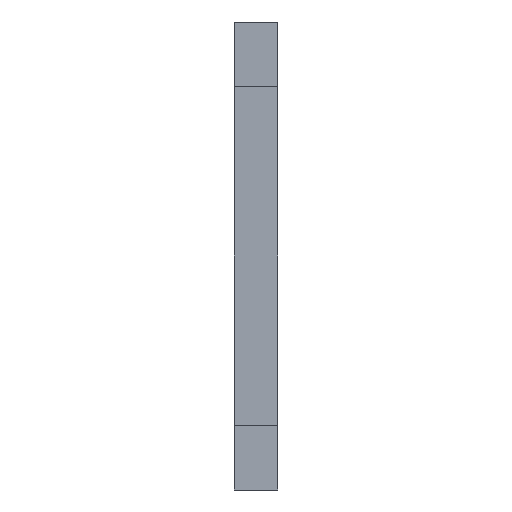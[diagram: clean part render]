
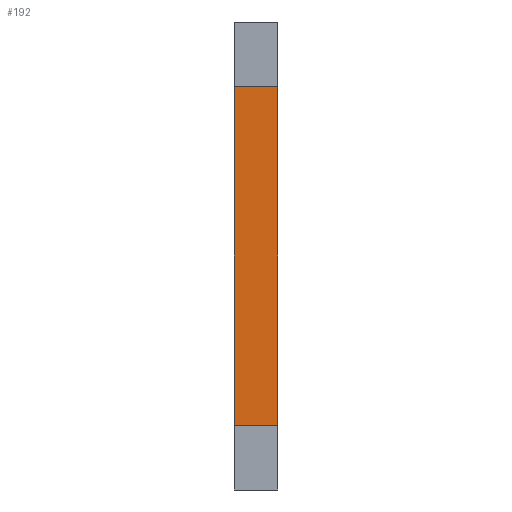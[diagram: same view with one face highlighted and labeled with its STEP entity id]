
A CAD part, front view. The second image highlights one B-rep face of the part: STEP entity #192.
In plain terms, the highlighted planar face has unit normal (0, -1, 0).
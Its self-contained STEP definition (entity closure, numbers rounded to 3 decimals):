
#24 = VECTOR ( 'NONE', #148, 1000. ) ;
#32 = EDGE_CURVE ( 'NONE', #1167, #1261, #575, .T. ) ;
#72 = EDGE_CURVE ( 'NONE', #431, #486, #124, .T. ) ;
#108 = CARTESIAN_POINT ( 'NONE',  ( 10., -73.58, 32.5 ) ) ;
#122 = VECTOR ( 'NONE', #675, 1000. ) ;
#124 = LINE ( 'NONE', #397, #733 ) ;
#135 = CARTESIAN_POINT ( 'NONE',  ( 10., -73.58, 32.5 ) ) ;
#148 = DIRECTION ( 'NONE',  ( 0., 0., -1. ) ) ;
#192 = ADVANCED_FACE ( 'NONE', ( #1051 ), #1084, .F. ) ;
#196 = DIRECTION ( 'NONE',  ( 0., 0., 1. ) ) ;
#250 = CARTESIAN_POINT ( 'NONE',  ( 0., -73.58, -46.13 ) ) ;
#317 = LINE ( 'NONE', #348, #24 ) ;
#348 = CARTESIAN_POINT ( 'NONE',  ( 0., -73.58, 32.5 ) ) ;
#376 = CARTESIAN_POINT ( 'NONE',  ( 0., -73.58, 32.5 ) ) ;
#378 = ORIENTED_EDGE ( 'NONE', *, *, #1233, .F. ) ;
#397 = CARTESIAN_POINT ( 'NONE',  ( 10., -73.58, -46.13 ) ) ;
#409 = LINE ( 'NONE', #135, #122 ) ;
#431 = VERTEX_POINT ( 'NONE', #1337 ) ;
#486 = VERTEX_POINT ( 'NONE', #250 ) ;
#495 = ORIENTED_EDGE ( 'NONE', *, *, #1133, .T. ) ;
#575 = LINE ( 'NONE', #108, #842 ) ;
#675 = DIRECTION ( 'NONE',  ( 0., 0., -1. ) ) ;
#677 = ORIENTED_EDGE ( 'NONE', *, *, #32, .T. ) ;
#733 = VECTOR ( 'NONE', #1059, 1000. ) ;
#842 = VECTOR ( 'NONE', #1389, 1000. ) ;
#906 = AXIS2_PLACEMENT_3D ( 'NONE', #1075, #965, #196 ) ;
#963 = ORIENTED_EDGE ( 'NONE', *, *, #72, .F. ) ;
#965 = DIRECTION ( 'NONE',  ( 0., 1., 0. ) ) ;
#1051 = FACE_OUTER_BOUND ( 'NONE', #1062, .T. ) ;
#1059 = DIRECTION ( 'NONE',  ( -1., 0., 0. ) ) ;
#1062 = EDGE_LOOP ( 'NONE', ( #495, #963, #378, #677 ) ) ;
#1075 = CARTESIAN_POINT ( 'NONE',  ( 10., -73.58, 32.5 ) ) ;
#1084 = PLANE ( 'NONE',  #906 ) ;
#1133 = EDGE_CURVE ( 'NONE', #1261, #486, #317, .T. ) ;
#1136 = CARTESIAN_POINT ( 'NONE',  ( 10., -73.58, 32.5 ) ) ;
#1167 = VERTEX_POINT ( 'NONE', #1136 ) ;
#1233 = EDGE_CURVE ( 'NONE', #1167, #431, #409, .T. ) ;
#1261 = VERTEX_POINT ( 'NONE', #376 ) ;
#1337 = CARTESIAN_POINT ( 'NONE',  ( 10., -73.58, -46.13 ) ) ;
#1389 = DIRECTION ( 'NONE',  ( -1., 0., 0. ) ) ;
